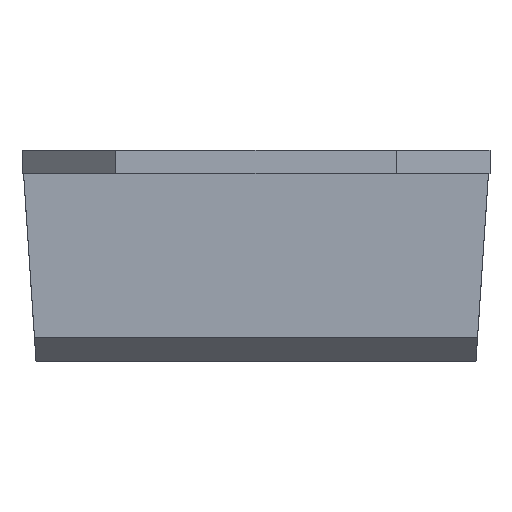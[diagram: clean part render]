
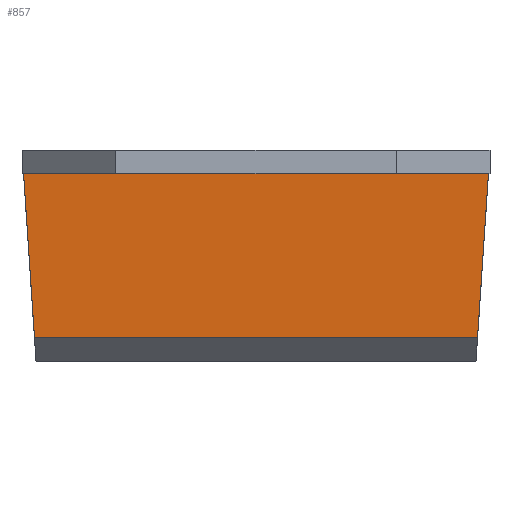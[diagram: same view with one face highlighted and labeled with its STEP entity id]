
A CAD part, top view. The second image highlights one B-rep face of the part: STEP entity #857.
In plain terms, the highlighted planar face has unit normal (0, -0.035, 0.999).
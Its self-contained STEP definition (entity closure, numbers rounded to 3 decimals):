
#44 = PLANE('',#45);
#45 = AXIS2_PLACEMENT_3D('',#46,#47,#48);
#46 = CARTESIAN_POINT('',(-4.7,-1.9,4.));
#47 = DIRECTION('',(-0.998,-0.067,
    0.));
#48 = DIRECTION('',(-0.067,0.998,
    0.));
#100 = PLANE('',#101);
#101 = AXIS2_PLACEMENT_3D('',#102,#103,#104);
#102 = CARTESIAN_POINT('',(5.,2.6,4.));
#103 = DIRECTION('',(0.998,-0.067,
    0.));
#104 = DIRECTION('',(-0.067,-0.998,
    0.));
#309 = VERTEX_POINT('',#310);
#310 = CARTESIAN_POINT('',(-4.733,-1.4,12.86));
#324 = PLANE('',#325);
#325 = AXIS2_PLACEMENT_3D('',#326,#327,#328);
#326 = CARTESIAN_POINT('',(-5.,-1.9,12.36));
#327 = DIRECTION('',(0.,-0.707,0.707)
  );
#328 = DIRECTION('',(0.,0.707,0.707)
  );
#336 = EDGE_CURVE('',#337,#309,#339,.T.);
#337 = VERTEX_POINT('',#338);
#338 = CARTESIAN_POINT('',(-5.,2.6,13.));
#339 = SURFACE_CURVE('',#340,(#344,#351),.PCURVE_S1.);
#340 = LINE('',#341,#342);
#341 = CARTESIAN_POINT('',(-4.707,-1.795,
    12.847));
#342 = VECTOR('',#343,1.);
#343 = DIRECTION('',(0.066,-0.997,
    -0.035));
#344 = PCURVE('',#44,#345);
#345 = DEFINITIONAL_REPRESENTATION('',(#346),#350);
#346 = LINE('',#347,#348);
#347 = CARTESIAN_POINT('',(0.106,-8.847));
#348 = VECTOR('',#349,1.);
#349 = DIRECTION('',(-0.999,0.035));
#350 = ( GEOMETRIC_REPRESENTATION_CONTEXT(2) 
PARAMETRIC_REPRESENTATION_CONTEXT() REPRESENTATION_CONTEXT('2D SPACE',''
  ) );
#351 = PCURVE('',#352,#357);
#352 = PLANE('',#353);
#353 = AXIS2_PLACEMENT_3D('',#354,#355,#356);
#354 = CARTESIAN_POINT('',(-5.,-1.4,12.86));
#355 = DIRECTION('',(0.,-0.035,
    0.999));
#356 = DIRECTION('',(0.,0.999,
    0.035));
#357 = DEFINITIONAL_REPRESENTATION('',(#358),#362);
#358 = LINE('',#359,#360);
#359 = CARTESIAN_POINT('',(-0.395,-0.293));
#360 = VECTOR('',#361,1.);
#361 = DIRECTION('',(-0.998,-0.066));
#362 = ( GEOMETRIC_REPRESENTATION_CONTEXT(2) 
PARAMETRIC_REPRESENTATION_CONTEXT() REPRESENTATION_CONTEXT('2D SPACE',''
  ) );
#380 = PLANE('',#381);
#381 = AXIS2_PLACEMENT_3D('',#382,#383,#384);
#382 = CARTESIAN_POINT('',(-5.,2.6,13.));
#383 = DIRECTION('',(0.,1.,0.));
#384 = DIRECTION('',(0.,0.,-1.));
#490 = VERTEX_POINT('',#491);
#491 = CARTESIAN_POINT('',(5.,2.6,13.));
#512 = EDGE_CURVE('',#513,#490,#515,.T.);
#513 = VERTEX_POINT('',#514);
#514 = CARTESIAN_POINT('',(4.733,-1.4,12.86));
#515 = SURFACE_CURVE('',#516,(#520,#527),.PCURVE_S1.);
#516 = LINE('',#517,#518);
#517 = CARTESIAN_POINT('',(4.835,0.121,12.913
    ));
#518 = VECTOR('',#519,1.);
#519 = DIRECTION('',(0.066,0.997,
    0.035));
#520 = PCURVE('',#100,#521);
#521 = DEFINITIONAL_REPRESENTATION('',(#522),#526);
#522 = LINE('',#523,#524);
#523 = CARTESIAN_POINT('',(2.484,-8.913));
#524 = VECTOR('',#525,1.);
#525 = DIRECTION('',(-0.999,-0.035));
#526 = ( GEOMETRIC_REPRESENTATION_CONTEXT(2) 
PARAMETRIC_REPRESENTATION_CONTEXT() REPRESENTATION_CONTEXT('2D SPACE',''
  ) );
#527 = PCURVE('',#352,#528);
#528 = DEFINITIONAL_REPRESENTATION('',(#529),#533);
#529 = LINE('',#530,#531);
#530 = CARTESIAN_POINT('',(1.522,-9.835));
#531 = VECTOR('',#532,1.);
#532 = DIRECTION('',(0.998,-0.066));
#533 = ( GEOMETRIC_REPRESENTATION_CONTEXT(2) 
PARAMETRIC_REPRESENTATION_CONTEXT() REPRESENTATION_CONTEXT('2D SPACE',''
  ) );
#728 = EDGE_CURVE('',#337,#729,#731,.T.);
#729 = VERTEX_POINT('',#730);
#730 = CARTESIAN_POINT('',(-4.,2.6,13.));
#731 = SURFACE_CURVE('',#732,(#736,#743),.PCURVE_S1.);
#732 = LINE('',#733,#734);
#733 = CARTESIAN_POINT('',(-5.,2.6,13.));
#734 = VECTOR('',#735,1.);
#735 = DIRECTION('',(1.,0.,0.));
#736 = PCURVE('',#380,#737);
#737 = DEFINITIONAL_REPRESENTATION('',(#738),#742);
#738 = LINE('',#739,#740);
#739 = CARTESIAN_POINT('',(0.,0.));
#740 = VECTOR('',#741,1.);
#741 = DIRECTION('',(0.,-1.));
#742 = ( GEOMETRIC_REPRESENTATION_CONTEXT(2) 
PARAMETRIC_REPRESENTATION_CONTEXT() REPRESENTATION_CONTEXT('2D SPACE',''
  ) );
#743 = PCURVE('',#352,#744);
#744 = DEFINITIONAL_REPRESENTATION('',(#745),#749);
#745 = LINE('',#746,#747);
#746 = CARTESIAN_POINT('',(4.002,0.));
#747 = VECTOR('',#748,1.);
#748 = DIRECTION('',(0.,-1.));
#749 = ( GEOMETRIC_REPRESENTATION_CONTEXT(2) 
PARAMETRIC_REPRESENTATION_CONTEXT() REPRESENTATION_CONTEXT('2D SPACE',''
  ) );
#767 = PLANE('',#768);
#768 = AXIS2_PLACEMENT_3D('',#769,#770,#771);
#769 = CARTESIAN_POINT('',(-4.,2.6,13.));
#770 = DIRECTION('',(1.,0.,0.));
#771 = DIRECTION('',(0.,0.,-1.));
#808 = VERTEX_POINT('',#809);
#809 = CARTESIAN_POINT('',(4.,2.6,13.));
#823 = PLANE('',#824);
#824 = AXIS2_PLACEMENT_3D('',#825,#826,#827);
#825 = CARTESIAN_POINT('',(4.,2.6,7.));
#826 = DIRECTION('',(-1.,0.,0.));
#827 = DIRECTION('',(0.,0.,1.));
#835 = EDGE_CURVE('',#808,#490,#836,.T.);
#836 = SURFACE_CURVE('',#837,(#841,#848),.PCURVE_S1.);
#837 = LINE('',#838,#839);
#838 = CARTESIAN_POINT('',(-5.,2.6,13.));
#839 = VECTOR('',#840,1.);
#840 = DIRECTION('',(1.,0.,0.));
#841 = PCURVE('',#380,#842);
#842 = DEFINITIONAL_REPRESENTATION('',(#843),#847);
#843 = LINE('',#844,#845);
#844 = CARTESIAN_POINT('',(0.,0.));
#845 = VECTOR('',#846,1.);
#846 = DIRECTION('',(0.,-1.));
#847 = ( GEOMETRIC_REPRESENTATION_CONTEXT(2) 
PARAMETRIC_REPRESENTATION_CONTEXT() REPRESENTATION_CONTEXT('2D SPACE',''
  ) );
#848 = PCURVE('',#352,#849);
#849 = DEFINITIONAL_REPRESENTATION('',(#850),#854);
#850 = LINE('',#851,#852);
#851 = CARTESIAN_POINT('',(4.002,0.));
#852 = VECTOR('',#853,1.);
#853 = DIRECTION('',(0.,-1.));
#854 = ( GEOMETRIC_REPRESENTATION_CONTEXT(2) 
PARAMETRIC_REPRESENTATION_CONTEXT() REPRESENTATION_CONTEXT('2D SPACE',''
  ) );
#857 = ADVANCED_FACE('',(#858),#352,.T.);
#858 = FACE_BOUND('',#859,.T.);
#859 = EDGE_LOOP('',(#860,#861,#862,#883,#884,#885,#908,#936));
#860 = ORIENTED_EDGE('',*,*,#728,.F.);
#861 = ORIENTED_EDGE('',*,*,#336,.T.);
#862 = ORIENTED_EDGE('',*,*,#863,.T.);
#863 = EDGE_CURVE('',#309,#513,#864,.T.);
#864 = SURFACE_CURVE('',#865,(#869,#876),.PCURVE_S1.);
#865 = LINE('',#866,#867);
#866 = CARTESIAN_POINT('',(-5.,-1.4,12.86));
#867 = VECTOR('',#868,1.);
#868 = DIRECTION('',(1.,0.,0.));
#869 = PCURVE('',#352,#870);
#870 = DEFINITIONAL_REPRESENTATION('',(#871),#875);
#871 = LINE('',#872,#873);
#872 = CARTESIAN_POINT('',(0.,0.));
#873 = VECTOR('',#874,1.);
#874 = DIRECTION('',(0.,-1.));
#875 = ( GEOMETRIC_REPRESENTATION_CONTEXT(2) 
PARAMETRIC_REPRESENTATION_CONTEXT() REPRESENTATION_CONTEXT('2D SPACE',''
  ) );
#876 = PCURVE('',#324,#877);
#877 = DEFINITIONAL_REPRESENTATION('',(#878),#882);
#878 = LINE('',#879,#880);
#879 = CARTESIAN_POINT('',(0.707,0.));
#880 = VECTOR('',#881,1.);
#881 = DIRECTION('',(0.,-1.));
#882 = ( GEOMETRIC_REPRESENTATION_CONTEXT(2) 
PARAMETRIC_REPRESENTATION_CONTEXT() REPRESENTATION_CONTEXT('2D SPACE',''
  ) );
#883 = ORIENTED_EDGE('',*,*,#512,.T.);
#884 = ORIENTED_EDGE('',*,*,#835,.F.);
#885 = ORIENTED_EDGE('',*,*,#886,.T.);
#886 = EDGE_CURVE('',#808,#887,#889,.T.);
#887 = VERTEX_POINT('',#888);
#888 = CARTESIAN_POINT('',(4.,2.1,12.983));
#889 = SURFACE_CURVE('',#890,(#894,#901),.PCURVE_S1.);
#890 = LINE('',#891,#892);
#891 = CARTESIAN_POINT('',(4.,0.495,12.927));
#892 = VECTOR('',#893,1.);
#893 = DIRECTION('',(0.,-0.999,
    -0.035));
#894 = PCURVE('',#352,#895);
#895 = DEFINITIONAL_REPRESENTATION('',(#896),#900);
#896 = LINE('',#897,#898);
#897 = CARTESIAN_POINT('',(1.897,-9.));
#898 = VECTOR('',#899,1.);
#899 = DIRECTION('',(-1.,0.));
#900 = ( GEOMETRIC_REPRESENTATION_CONTEXT(2) 
PARAMETRIC_REPRESENTATION_CONTEXT() REPRESENTATION_CONTEXT('2D SPACE',''
  ) );
#901 = PCURVE('',#823,#902);
#902 = DEFINITIONAL_REPRESENTATION('',(#903),#907);
#903 = LINE('',#904,#905);
#904 = CARTESIAN_POINT('',(5.927,-2.105));
#905 = VECTOR('',#906,1.);
#906 = DIRECTION('',(-0.035,-0.999));
#907 = ( GEOMETRIC_REPRESENTATION_CONTEXT(2) 
PARAMETRIC_REPRESENTATION_CONTEXT() REPRESENTATION_CONTEXT('2D SPACE',''
  ) );
#908 = ORIENTED_EDGE('',*,*,#909,.F.);
#909 = EDGE_CURVE('',#910,#887,#912,.T.);
#910 = VERTEX_POINT('',#911);
#911 = CARTESIAN_POINT('',(-4.,2.1,12.983));
#912 = SURFACE_CURVE('',#913,(#917,#924),.PCURVE_S1.);
#913 = LINE('',#914,#915);
#914 = CARTESIAN_POINT('',(-2.5,2.1,12.983));
#915 = VECTOR('',#916,1.);
#916 = DIRECTION('',(1.,0.,0.));
#917 = PCURVE('',#352,#918);
#918 = DEFINITIONAL_REPRESENTATION('',(#919),#923);
#919 = LINE('',#920,#921);
#920 = CARTESIAN_POINT('',(3.502,-2.5));
#921 = VECTOR('',#922,1.);
#922 = DIRECTION('',(0.,-1.));
#923 = ( GEOMETRIC_REPRESENTATION_CONTEXT(2) 
PARAMETRIC_REPRESENTATION_CONTEXT() REPRESENTATION_CONTEXT('2D SPACE',''
  ) );
#924 = PCURVE('',#925,#930);
#925 = PLANE('',#926);
#926 = AXIS2_PLACEMENT_3D('',#927,#928,#929);
#927 = CARTESIAN_POINT('',(0.,2.1,10.));
#928 = DIRECTION('',(0.,-1.,0.));
#929 = DIRECTION('',(0.,0.,-1.));
#930 = DEFINITIONAL_REPRESENTATION('',(#931),#935);
#931 = LINE('',#932,#933);
#932 = CARTESIAN_POINT('',(-2.983,-2.5));
#933 = VECTOR('',#934,1.);
#934 = DIRECTION('',(0.,1.));
#935 = ( GEOMETRIC_REPRESENTATION_CONTEXT(2) 
PARAMETRIC_REPRESENTATION_CONTEXT() REPRESENTATION_CONTEXT('2D SPACE',''
  ) );
#936 = ORIENTED_EDGE('',*,*,#937,.T.);
#937 = EDGE_CURVE('',#910,#729,#938,.T.);
#938 = SURFACE_CURVE('',#939,(#943,#950),.PCURVE_S1.);
#939 = LINE('',#940,#941);
#940 = CARTESIAN_POINT('',(-4.,0.6,12.93));
#941 = VECTOR('',#942,1.);
#942 = DIRECTION('',(0.,0.999,0.035)
  );
#943 = PCURVE('',#352,#944);
#944 = DEFINITIONAL_REPRESENTATION('',(#945),#949);
#945 = LINE('',#946,#947);
#946 = CARTESIAN_POINT('',(2.001,-1.));
#947 = VECTOR('',#948,1.);
#948 = DIRECTION('',(1.,0.));
#949 = ( GEOMETRIC_REPRESENTATION_CONTEXT(2) 
PARAMETRIC_REPRESENTATION_CONTEXT() REPRESENTATION_CONTEXT('2D SPACE',''
  ) );
#950 = PCURVE('',#767,#951);
#951 = DEFINITIONAL_REPRESENTATION('',(#952),#956);
#952 = LINE('',#953,#954);
#953 = CARTESIAN_POINT('',(0.07,-2.));
#954 = VECTOR('',#955,1.);
#955 = DIRECTION('',(-0.035,0.999));
#956 = ( GEOMETRIC_REPRESENTATION_CONTEXT(2) 
PARAMETRIC_REPRESENTATION_CONTEXT() REPRESENTATION_CONTEXT('2D SPACE',''
  ) );
